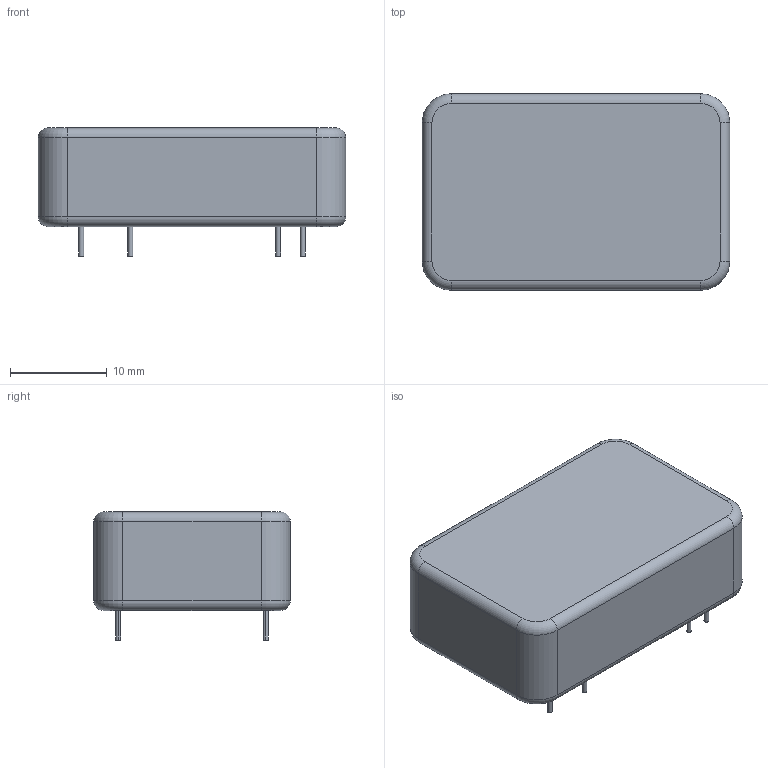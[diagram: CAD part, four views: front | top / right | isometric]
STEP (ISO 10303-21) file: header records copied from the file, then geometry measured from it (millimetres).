
FILE_DESCRIPTION (( 'STEP AP214' ), '1' );
FILE_NAME ('Aimtec AM6T.STEP', '2021-11-30T07:07:07', ( '' ), ( '' ), 'SwSTEP 2.0', 'SolidWorks 2019', '' );
FILE_SCHEMA (( 'AUTOMOTIVE_DESIGN' ));
Length unit declared in the file: millimetre
Products named in the file (1): Aimtec  AM6T
Bounding box: 31.8 x 20.3 x 13.25 mm (x, y, z)
Volume: 6468.6 mm3; surface area: 2238.3 mm2
Topology: 1 solids, 1 shells, 50 faces, 104 edges, 64 vertices
Faces by surface type: cylinder 28, plane 14, torus 8
Entity records: 1642 total; most frequent: DIRECTION 270, CARTESIAN_POINT 219, ORIENTED_EDGE 208, AXIS2_PLACEMENT_3D 115, EDGE_CURVE 104, VERTEX_POINT 64, CIRCLE 64, EDGE_LOOP 58
